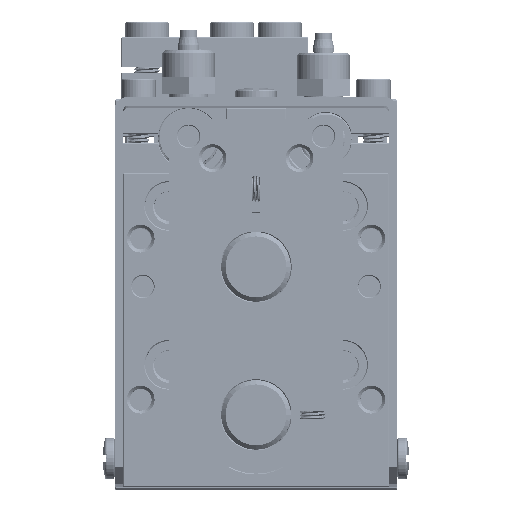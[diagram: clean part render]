
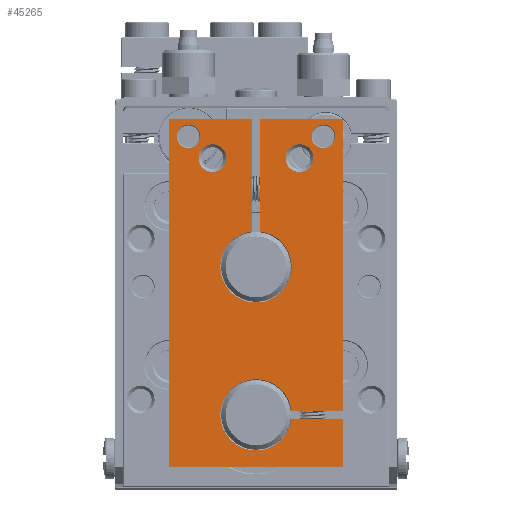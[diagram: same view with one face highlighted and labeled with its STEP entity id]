
A CAD part, top view. The second image highlights one B-rep face of the part: STEP entity #45265.
In plain terms, the highlighted face is planar.
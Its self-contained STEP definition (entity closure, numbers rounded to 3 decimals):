
#660=FACE_BOUND('',#5708,.T.);
#661=FACE_BOUND('',#5709,.T.);
#662=FACE_BOUND('',#5710,.T.);
#663=FACE_BOUND('',#5711,.T.);
#1066=PLANE('',#48316);
#3059=FACE_OUTER_BOUND('',#5707,.T.);
#5707=EDGE_LOOP('',(#38053,#38054,#38055,#38056,#38057,#38058,#38059,#38060,
#38061,#38062,#38063,#38064));
#5708=EDGE_LOOP('',(#38065));
#5709=EDGE_LOOP('',(#38066));
#5710=EDGE_LOOP('',(#38067));
#5711=EDGE_LOOP('',(#38068));
#6801=CIRCLE('',#48314,8.2);
#6803=CIRCLE('',#48317,8.2);
#6804=CIRCLE('',#48318,2.7);
#6805=CIRCLE('',#48319,3.2);
#6806=CIRCLE('',#48320,3.2);
#6807=CIRCLE('',#48321,2.7);
#12726=LINE('',#154290,#15229);
#12731=LINE('',#154311,#15234);
#12737=LINE('',#154331,#15240);
#12747=LINE('',#158496,#15250);
#12750=LINE('',#158516,#15253);
#12752=LINE('',#158527,#15255);
#12753=LINE('',#158528,#15256);
#12754=LINE('',#158532,#15257);
#12755=LINE('',#158533,#15258);
#12756=LINE('',#158534,#15259);
#15229=VECTOR('',#55309,10.);
#15234=VECTOR('',#55330,10.);
#15240=VECTOR('',#55352,10.);
#15250=VECTOR('',#55422,10.);
#15253=VECTOR('',#55431,10.);
#15255=VECTOR('',#55441,10.);
#15256=VECTOR('',#55442,10.);
#15257=VECTOR('',#55445,10.);
#15258=VECTOR('',#55446,10.);
#15259=VECTOR('',#55447,10.);
#19276=VERTEX_POINT('',#154283);
#19279=VERTEX_POINT('',#154288);
#19286=VERTEX_POINT('',#154308);
#19287=VERTEX_POINT('',#154310);
#19293=VERTEX_POINT('',#154329);
#19310=VERTEX_POINT('',#158491);
#19311=VERTEX_POINT('',#158495);
#19315=VERTEX_POINT('',#158511);
#19316=VERTEX_POINT('',#158515);
#19318=VERTEX_POINT('',#158520);
#19319=VERTEX_POINT('',#158529);
#19320=VERTEX_POINT('',#158531);
#19321=VERTEX_POINT('',#158535);
#19322=VERTEX_POINT('',#158537);
#19323=VERTEX_POINT('',#158539);
#19324=VERTEX_POINT('',#158541);
#25660=EDGE_CURVE('',#19276,#19279,#12726,.T.);
#25669=EDGE_CURVE('',#19286,#19287,#12731,.T.);
#25679=EDGE_CURVE('',#19293,#19286,#12737,.T.);
#25737=EDGE_CURVE('',#19311,#19310,#12747,.T.);
#25744=EDGE_CURVE('',#19316,#19315,#12750,.T.);
#25747=EDGE_CURVE('',#19318,#19315,#6801,.T.);
#25749=EDGE_CURVE('',#19318,#19276,#12752,.T.);
#25750=EDGE_CURVE('',#19279,#19311,#12753,.T.);
#25751=EDGE_CURVE('',#19319,#19310,#6803,.T.);
#25752=EDGE_CURVE('',#19319,#19320,#12754,.T.);
#25753=EDGE_CURVE('',#19320,#19287,#12755,.T.);
#25754=EDGE_CURVE('',#19293,#19316,#12756,.T.);
#25755=EDGE_CURVE('',#19321,#19321,#6804,.T.);
#25756=EDGE_CURVE('',#19322,#19322,#6805,.T.);
#25757=EDGE_CURVE('',#19323,#19323,#6806,.T.);
#25758=EDGE_CURVE('',#19324,#19324,#6807,.T.);
#38053=ORIENTED_EDGE('',*,*,#25747,.F.);
#38054=ORIENTED_EDGE('',*,*,#25749,.T.);
#38055=ORIENTED_EDGE('',*,*,#25660,.T.);
#38056=ORIENTED_EDGE('',*,*,#25750,.T.);
#38057=ORIENTED_EDGE('',*,*,#25737,.T.);
#38058=ORIENTED_EDGE('',*,*,#25751,.F.);
#38059=ORIENTED_EDGE('',*,*,#25752,.T.);
#38060=ORIENTED_EDGE('',*,*,#25753,.T.);
#38061=ORIENTED_EDGE('',*,*,#25669,.F.);
#38062=ORIENTED_EDGE('',*,*,#25679,.F.);
#38063=ORIENTED_EDGE('',*,*,#25754,.T.);
#38064=ORIENTED_EDGE('',*,*,#25744,.T.);
#38065=ORIENTED_EDGE('',*,*,#25755,.F.);
#38066=ORIENTED_EDGE('',*,*,#25756,.F.);
#38067=ORIENTED_EDGE('',*,*,#25757,.F.);
#38068=ORIENTED_EDGE('',*,*,#25758,.F.);
#45265=ADVANCED_FACE('',(#3059,#660,#661,#662,#663),#1066,.T.);
#48314=AXIS2_PLACEMENT_3D('',#158524,#55435,#55436);
#48316=AXIS2_PLACEMENT_3D('',#158526,#55439,#55440);
#48317=AXIS2_PLACEMENT_3D('',#158530,#55443,#55444);
#48318=AXIS2_PLACEMENT_3D('',#158536,#55448,#55449);
#48319=AXIS2_PLACEMENT_3D('',#158538,#55450,#55451);
#48320=AXIS2_PLACEMENT_3D('',#158540,#55452,#55453);
#48321=AXIS2_PLACEMENT_3D('',#158542,#55454,#55455);
#55309=DIRECTION('',(0.,1.,0.));
#55330=DIRECTION('',(0.,1.,0.));
#55352=DIRECTION('',(0.,0.,1.));
#55422=DIRECTION('',(0.,-1.,0.));
#55431=DIRECTION('',(0.,0.,1.));
#55435=DIRECTION('center_axis',(1.,0.,0.));
#55436=DIRECTION('ref_axis',(0.,0.,1.));
#55439=DIRECTION('center_axis',(1.,0.,0.));
#55440=DIRECTION('ref_axis',(0.,1.,0.));
#55441=DIRECTION('',(0.,0.,-1.));
#55442=DIRECTION('',(0.,0.,1.));
#55443=DIRECTION('center_axis',(1.,0.,0.));
#55444=DIRECTION('ref_axis',(0.,0.,-1.));
#55445=DIRECTION('',(0.,1.,0.));
#55446=DIRECTION('',(0.,0.,1.));
#55447=DIRECTION('',(0.,1.,0.));
#55448=DIRECTION('center_axis',(1.,0.,0.));
#55449=DIRECTION('ref_axis',(0.,0.,-1.));
#55450=DIRECTION('center_axis',(1.,0.,0.));
#55451=DIRECTION('ref_axis',(0.,0.,-1.));
#55452=DIRECTION('center_axis',(1.,0.,0.));
#55453=DIRECTION('ref_axis',(0.,0.,-1.));
#55454=DIRECTION('center_axis',(1.,0.,0.));
#55455=DIRECTION('ref_axis',(0.,0.,-1.));
#154283=CARTESIAN_POINT('',(15.,13.,0.));
#154288=CARTESIAN_POINT('',(15.,80.,0.));
#154290=CARTESIAN_POINT('',(15.,0.,0.));
#154308=CARTESIAN_POINT('',(15.,0.,40.));
#154310=CARTESIAN_POINT('',(15.,80.,40.));
#154311=CARTESIAN_POINT('',(15.,0.,40.));
#154329=CARTESIAN_POINT('',(15.,0.,0.));
#154331=CARTESIAN_POINT('',(15.,0.,0.));
#158491=CARTESIAN_POINT('',(15.,54.139,19.));
#158495=CARTESIAN_POINT('',(15.,80.,19.));
#158496=CARTESIAN_POINT('',(15.,40.,19.));
#158511=CARTESIAN_POINT('',(15.,11.,11.861));
#158515=CARTESIAN_POINT('',(15.,11.,0.));
#158516=CARTESIAN_POINT('',(15.,11.,0.));
#158520=CARTESIAN_POINT('',(15.,13.,11.861));
#158524=CARTESIAN_POINT('Origin',(15.,12.,20.));
#158526=CARTESIAN_POINT('Origin',(15.,0.,0.));
#158527=CARTESIAN_POINT('',(15.,13.,0.));
#158528=CARTESIAN_POINT('',(15.,80.,0.));
#158529=CARTESIAN_POINT('',(15.,54.139,21.));
#158530=CARTESIAN_POINT('Origin',(15.,46.,20.));
#158531=CARTESIAN_POINT('',(15.,80.,21.));
#158532=CARTESIAN_POINT('',(15.,40.,21.));
#158533=CARTESIAN_POINT('',(15.,80.,0.));
#158534=CARTESIAN_POINT('',(15.,0.,0.));
#158535=CARTESIAN_POINT('',(15.,76.,7.2));
#158536=CARTESIAN_POINT('Origin',(15.,76.,4.5));
#158537=CARTESIAN_POINT('',(15.,71.,33.2));
#158538=CARTESIAN_POINT('Origin',(15.,71.,30.));
#158539=CARTESIAN_POINT('',(15.,71.,13.2));
#158540=CARTESIAN_POINT('Origin',(15.,71.,10.));
#158541=CARTESIAN_POINT('',(15.,76.,38.2));
#158542=CARTESIAN_POINT('Origin',(15.,76.,35.5));
